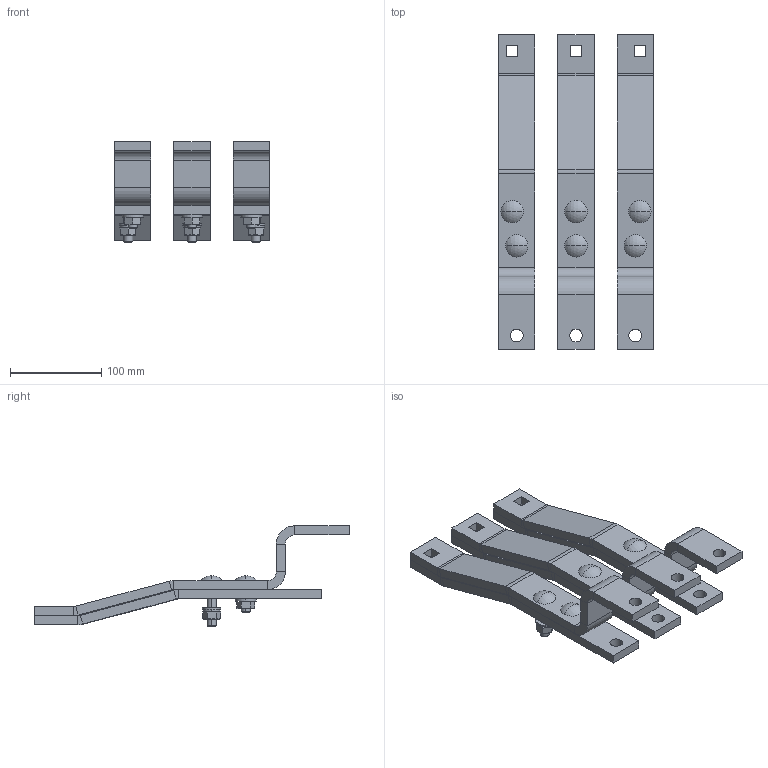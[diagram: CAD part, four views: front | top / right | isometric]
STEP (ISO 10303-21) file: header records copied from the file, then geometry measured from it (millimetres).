
FILE_DESCRIPTION(('STEP AP214'),'1');
FILE_NAME('cctmp_5CF26B8B-6CC7-418F-941E-6A7AB662BC87_2024_05_23_13_33_17_0308..stp','2024-05-23T11:33:17',('SIEMENS A&D'),('CADClick - www.CADClick.com'),'Spatial InterOp 3D',' ','unknown authorization');
FILE_SCHEMA(('AUTOMOTIVE_DESIGN'));
Length unit declared in the file: millimetre
Products named in the file (28): cc_unnamed; 2024_05_23_13_33_17_0292; 2024_05_23_13_33_17_0254; 2024_05_23_13_33_17_0223; 2024_05_23_13_33_17_0154; 2024_05_23_13_33_17_0123; 2024_05_23_13_33_17_0092; 2024_05_23_13_33_17_0019; 2024_05_23_13_33_16_0987; 2024_05_23_13_33_16_0956; 2024_05_23_13_33_16_0891; 2024_05_23_13_33_16_0847; 2024_05_23_13_33_16_0815; 2024_05_23_13_33_16_0768; 2024_05_23_13_33_16_0691; 2024_05_23_13_33_16_0659; 2024_05_23_13_33_16_0628; 2024_05_23_13_33_16_0596; 2024_05_23_13_33_16_0534; 2024_05_23_13_33_16_0491; 2024_05_23_13_33_16_0453; 2024_05_23_13_33_16_0422; 2024_05_23_13_33_16_0353; 2024_05_23_13_33_16_0321; 2024_05_23_13_33_16_0290; 2024_05_23_13_33_16_0252; 2024_05_23_13_33_16_0221; 2024_05_23_13_33_16_0190
Assembly tree (27 placements, depth 2):
  cc_unnamed
    2024_05_23_13_33_17_0292
    2024_05_23_13_33_17_0254
    2024_05_23_13_33_17_0223
    2024_05_23_13_33_17_0154
    2024_05_23_13_33_17_0123
    2024_05_23_13_33_17_0092
    2024_05_23_13_33_17_0019
    2024_05_23_13_33_16_0987
    2024_05_23_13_33_16_0956
    2024_05_23_13_33_16_0891
    2024_05_23_13_33_16_0847
    2024_05_23_13_33_16_0815
    2024_05_23_13_33_16_0768
    2024_05_23_13_33_16_0691
    2024_05_23_13_33_16_0659
    2024_05_23_13_33_16_0628
    2024_05_23_13_33_16_0596
    2024_05_23_13_33_16_0534
    2024_05_23_13_33_16_0491
    2024_05_23_13_33_16_0453
    2024_05_23_13_33_16_0422
    2024_05_23_13_33_16_0353
    2024_05_23_13_33_16_0321
    2024_05_23_13_33_16_0290
    2024_05_23_13_33_16_0252
    2024_05_23_13_33_16_0221
    2024_05_23_13_33_16_0190
Bounding box: 170 x 345 x 110 mm (x, y, z)
Volume: 861336.6 mm3; surface area: 250583.4 mm2
Topology: 27 solids, 27 shells, 540 faces, 1194 edges, 726 vertices
Faces by surface type: plane 336, cylinder 120, cone 72, sphere 12
Entity records: 19955 total; most frequent: CARTESIAN_POINT 2776, DIRECTION 2594, ORIENTED_EDGE 2388, EDGE_CURVE 1194, AXIS2_PLACEMENT_3D 904, LINE 786, VECTOR 786, VERTEX_POINT 726
